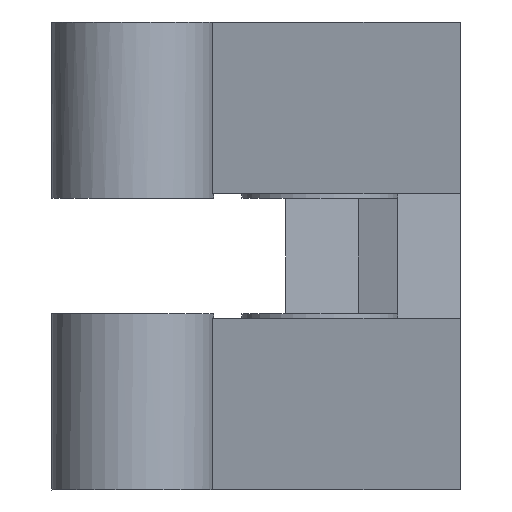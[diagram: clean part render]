
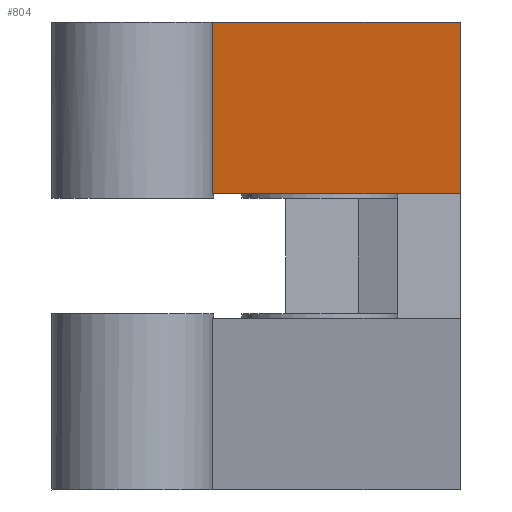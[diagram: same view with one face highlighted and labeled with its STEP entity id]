
A CAD part, front view. The second image highlights one B-rep face of the part: STEP entity #804.
In plain terms, the highlighted planar face has unit normal (0.885, -0.465, 0).
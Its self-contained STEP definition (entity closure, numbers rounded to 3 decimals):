
#104=FACE_OUTER_BOUND('',#148,.T.);
#148=EDGE_LOOP('',(#661,#662,#663,#664));
#193=LINE('',#1171,#273);
#201=LINE('',#1198,#281);
#228=LINE('',#1317,#308);
#237=LINE('',#1331,#317);
#273=VECTOR('',#939,1.);
#281=VECTOR('',#955,1.);
#308=VECTOR('',#1072,1.);
#317=VECTOR('',#1085,1.);
#347=VERTEX_POINT('',#1168);
#348=VERTEX_POINT('',#1170);
#358=VERTEX_POINT('',#1195);
#359=VERTEX_POINT('',#1197);
#429=EDGE_CURVE('',#348,#347,#193,.T.);
#441=EDGE_CURVE('',#359,#358,#201,.T.);
#498=EDGE_CURVE('',#347,#359,#228,.T.);
#507=EDGE_CURVE('',#348,#358,#237,.T.);
#661=ORIENTED_EDGE('',*,*,#507,.F.);
#662=ORIENTED_EDGE('',*,*,#429,.T.);
#663=ORIENTED_EDGE('',*,*,#498,.T.);
#664=ORIENTED_EDGE('',*,*,#441,.T.);
#764=PLANE('',#890);
#804=ADVANCED_FACE('',(#104),#764,.F.);
#890=AXIS2_PLACEMENT_3D('',#1330,#1083,#1084);
#939=DIRECTION('',(0.,0.,1.));
#955=DIRECTION('',(0.,0.,-1.));
#1072=DIRECTION('',(-0.465,-0.885,0.));
#1083=DIRECTION('center_axis',(-0.885,0.465,0.));
#1084=DIRECTION('ref_axis',(0.,0.,1.));
#1085=DIRECTION('',(-0.465,-0.885,0.));
#1168=CARTESIAN_POINT('',(-480.,192.792,151.));
#1170=CARTESIAN_POINT('',(-480.,192.792,140.));
#1171=CARTESIAN_POINT('',(-480.,192.792,140.75));
#1195=CARTESIAN_POINT('',(-495.893,162.536,140.));
#1197=CARTESIAN_POINT('',(-495.893,162.536,151.));
#1198=CARTESIAN_POINT('',(-495.893,162.536,145.5));
#1317=CARTESIAN_POINT('',(-488.527,176.559,151.));
#1330=CARTESIAN_POINT('Origin',(-487.946,177.664,145.5));
#1331=CARTESIAN_POINT('',(-486.655,180.122,140.));
